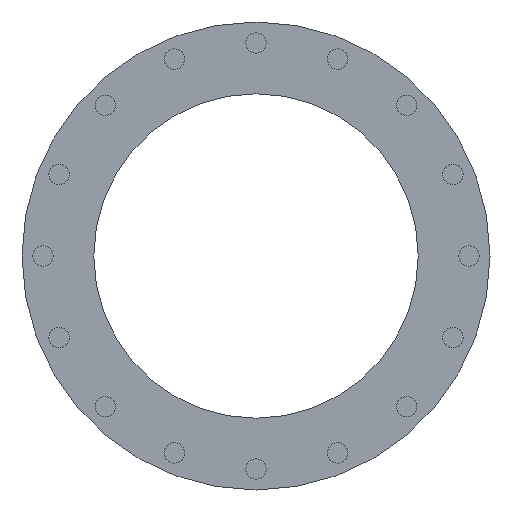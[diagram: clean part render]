
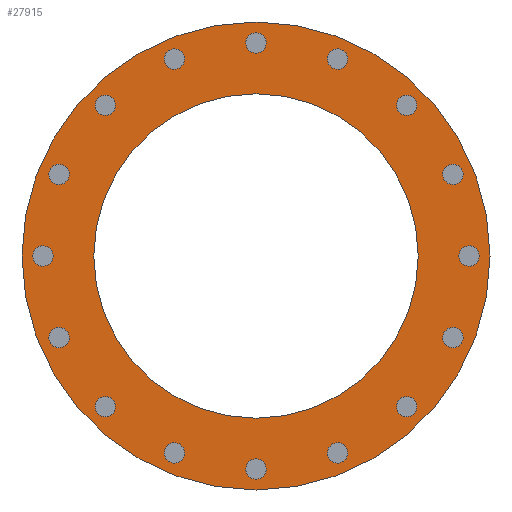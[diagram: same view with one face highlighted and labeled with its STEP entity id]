
A CAD part, left-side view. The second image highlights one B-rep face of the part: STEP entity #27915.
In plain terms, the highlighted planar face has unit normal (-1, 0, 0).
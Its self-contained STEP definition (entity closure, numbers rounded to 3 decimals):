
#366=FACE_BOUND('',#6959,.T.);
#367=FACE_BOUND('',#6960,.T.);
#368=FACE_BOUND('',#6961,.T.);
#369=FACE_BOUND('',#6962,.T.);
#370=FACE_BOUND('',#6963,.T.);
#371=FACE_BOUND('',#6964,.T.);
#372=FACE_BOUND('',#6965,.T.);
#373=FACE_BOUND('',#6966,.T.);
#374=FACE_BOUND('',#6967,.T.);
#375=FACE_BOUND('',#6968,.T.);
#376=FACE_BOUND('',#6969,.T.);
#377=FACE_BOUND('',#6970,.T.);
#378=FACE_BOUND('',#6971,.T.);
#379=FACE_BOUND('',#6972,.T.);
#380=FACE_BOUND('',#6973,.T.);
#381=FACE_BOUND('',#6974,.T.);
#382=FACE_BOUND('',#6975,.T.);
#3791=PLANE('',#30436);
#5187=FACE_OUTER_BOUND('',#6958,.T.);
#6958=EDGE_LOOP('',(#23104,#23105));
#6959=EDGE_LOOP('',(#23106));
#6960=EDGE_LOOP('',(#23107));
#6961=EDGE_LOOP('',(#23108));
#6962=EDGE_LOOP('',(#23109));
#6963=EDGE_LOOP('',(#23110));
#6964=EDGE_LOOP('',(#23111));
#6965=EDGE_LOOP('',(#23112));
#6966=EDGE_LOOP('',(#23113));
#6967=EDGE_LOOP('',(#23114));
#6968=EDGE_LOOP('',(#23115));
#6969=EDGE_LOOP('',(#23116));
#6970=EDGE_LOOP('',(#23117));
#6971=EDGE_LOOP('',(#23118));
#6972=EDGE_LOOP('',(#23119));
#6973=EDGE_LOOP('',(#23120));
#6974=EDGE_LOOP('',(#23121));
#6975=EDGE_LOOP('',(#23122,#23123));
#8480=CIRCLE('',#30373,175.);
#8481=CIRCLE('',#30374,175.);
#8531=CIRCLE('',#30434,252.5);
#8532=CIRCLE('',#30435,252.5);
#8533=CIRCLE('',#30437,11.);
#8534=CIRCLE('',#30438,11.);
#8535=CIRCLE('',#30439,11.);
#8536=CIRCLE('',#30440,11.);
#8537=CIRCLE('',#30441,11.);
#8538=CIRCLE('',#30442,11.);
#8539=CIRCLE('',#30443,11.);
#8540=CIRCLE('',#30444,11.);
#8541=CIRCLE('',#30445,11.);
#8542=CIRCLE('',#30446,11.);
#8543=CIRCLE('',#30447,11.);
#8544=CIRCLE('',#30448,11.);
#8545=CIRCLE('',#30449,11.);
#8546=CIRCLE('',#30450,11.);
#8547=CIRCLE('',#30451,11.);
#8548=CIRCLE('',#30452,11.);
#12707=VERTEX_POINT('',#47648);
#12708=VERTEX_POINT('',#47650);
#12853=VERTEX_POINT('',#47957);
#12854=VERTEX_POINT('',#47959);
#12855=VERTEX_POINT('',#47963);
#12856=VERTEX_POINT('',#47965);
#12857=VERTEX_POINT('',#47967);
#12858=VERTEX_POINT('',#47969);
#12859=VERTEX_POINT('',#47971);
#12860=VERTEX_POINT('',#47973);
#12861=VERTEX_POINT('',#47975);
#12862=VERTEX_POINT('',#47977);
#12863=VERTEX_POINT('',#47979);
#12864=VERTEX_POINT('',#47981);
#12865=VERTEX_POINT('',#47983);
#12866=VERTEX_POINT('',#47985);
#12867=VERTEX_POINT('',#47987);
#12868=VERTEX_POINT('',#47989);
#12869=VERTEX_POINT('',#47991);
#12870=VERTEX_POINT('',#47993);
#16498=EDGE_CURVE('',#12708,#12707,#8480,.T.);
#16499=EDGE_CURVE('',#12707,#12708,#8481,.T.);
#16651=EDGE_CURVE('',#12853,#12854,#8531,.T.);
#16652=EDGE_CURVE('',#12854,#12853,#8532,.T.);
#16653=EDGE_CURVE('',#12855,#12855,#8533,.T.);
#16654=EDGE_CURVE('',#12856,#12856,#8534,.T.);
#16655=EDGE_CURVE('',#12857,#12857,#8535,.T.);
#16656=EDGE_CURVE('',#12858,#12858,#8536,.T.);
#16657=EDGE_CURVE('',#12859,#12859,#8537,.T.);
#16658=EDGE_CURVE('',#12860,#12860,#8538,.T.);
#16659=EDGE_CURVE('',#12861,#12861,#8539,.T.);
#16660=EDGE_CURVE('',#12862,#12862,#8540,.T.);
#16661=EDGE_CURVE('',#12863,#12863,#8541,.T.);
#16662=EDGE_CURVE('',#12864,#12864,#8542,.T.);
#16663=EDGE_CURVE('',#12865,#12865,#8543,.T.);
#16664=EDGE_CURVE('',#12866,#12866,#8544,.T.);
#16665=EDGE_CURVE('',#12867,#12867,#8545,.T.);
#16666=EDGE_CURVE('',#12868,#12868,#8546,.T.);
#16667=EDGE_CURVE('',#12869,#12869,#8547,.T.);
#16668=EDGE_CURVE('',#12870,#12870,#8548,.T.);
#23104=ORIENTED_EDGE('',*,*,#16652,.F.);
#23105=ORIENTED_EDGE('',*,*,#16651,.F.);
#23106=ORIENTED_EDGE('',*,*,#16653,.T.);
#23107=ORIENTED_EDGE('',*,*,#16654,.T.);
#23108=ORIENTED_EDGE('',*,*,#16655,.T.);
#23109=ORIENTED_EDGE('',*,*,#16656,.T.);
#23110=ORIENTED_EDGE('',*,*,#16657,.T.);
#23111=ORIENTED_EDGE('',*,*,#16658,.T.);
#23112=ORIENTED_EDGE('',*,*,#16659,.T.);
#23113=ORIENTED_EDGE('',*,*,#16660,.T.);
#23114=ORIENTED_EDGE('',*,*,#16661,.T.);
#23115=ORIENTED_EDGE('',*,*,#16662,.T.);
#23116=ORIENTED_EDGE('',*,*,#16663,.T.);
#23117=ORIENTED_EDGE('',*,*,#16664,.T.);
#23118=ORIENTED_EDGE('',*,*,#16665,.T.);
#23119=ORIENTED_EDGE('',*,*,#16666,.T.);
#23120=ORIENTED_EDGE('',*,*,#16667,.T.);
#23121=ORIENTED_EDGE('',*,*,#16668,.T.);
#23122=ORIENTED_EDGE('',*,*,#16498,.T.);
#23123=ORIENTED_EDGE('',*,*,#16499,.T.);
#27915=ADVANCED_FACE('',(#5187,#366,#367,#368,#369,#370,#371,#372,#373,
#374,#375,#376,#377,#378,#379,#380,#381,#382),#3791,.T.);
#30373=AXIS2_PLACEMENT_3D('',#47651,#35877,#35878);
#30374=AXIS2_PLACEMENT_3D('',#47652,#35879,#35880);
#30434=AXIS2_PLACEMENT_3D('',#47960,#36101,#36102);
#30435=AXIS2_PLACEMENT_3D('',#47961,#36103,#36104);
#30436=AXIS2_PLACEMENT_3D('',#47962,#36105,#36106);
#30437=AXIS2_PLACEMENT_3D('',#47964,#36107,#36108);
#30438=AXIS2_PLACEMENT_3D('',#47966,#36109,#36110);
#30439=AXIS2_PLACEMENT_3D('',#47968,#36111,#36112);
#30440=AXIS2_PLACEMENT_3D('',#47970,#36113,#36114);
#30441=AXIS2_PLACEMENT_3D('',#47972,#36115,#36116);
#30442=AXIS2_PLACEMENT_3D('',#47974,#36117,#36118);
#30443=AXIS2_PLACEMENT_3D('',#47976,#36119,#36120);
#30444=AXIS2_PLACEMENT_3D('',#47978,#36121,#36122);
#30445=AXIS2_PLACEMENT_3D('',#47980,#36123,#36124);
#30446=AXIS2_PLACEMENT_3D('',#47982,#36125,#36126);
#30447=AXIS2_PLACEMENT_3D('',#47984,#36127,#36128);
#30448=AXIS2_PLACEMENT_3D('',#47986,#36129,#36130);
#30449=AXIS2_PLACEMENT_3D('',#47988,#36131,#36132);
#30450=AXIS2_PLACEMENT_3D('',#47990,#36133,#36134);
#30451=AXIS2_PLACEMENT_3D('',#47992,#36135,#36136);
#30452=AXIS2_PLACEMENT_3D('',#47994,#36137,#36138);
#35877=DIRECTION('center_axis',(1.,0.,0.));
#35878=DIRECTION('ref_axis',(0.,0.,-1.));
#35879=DIRECTION('center_axis',(1.,0.,0.));
#35880=DIRECTION('ref_axis',(0.,0.,-1.));
#36101=DIRECTION('center_axis',(1.,0.,0.));
#36102=DIRECTION('ref_axis',(0.,0.,-1.));
#36103=DIRECTION('center_axis',(1.,0.,0.));
#36104=DIRECTION('ref_axis',(0.,0.,-1.));
#36105=DIRECTION('center_axis',(-1.,0.,0.));
#36106=DIRECTION('ref_axis',(0.,0.,1.));
#36107=DIRECTION('center_axis',(1.,0.,0.));
#36108=DIRECTION('ref_axis',(0.,-0.383,-0.924));
#36109=DIRECTION('center_axis',(1.,0.,0.));
#36110=DIRECTION('ref_axis',(0.,-0.707,-0.707));
#36111=DIRECTION('center_axis',(1.,0.,0.));
#36112=DIRECTION('ref_axis',(0.,-0.924,-0.383));
#36113=DIRECTION('center_axis',(1.,0.,0.));
#36114=DIRECTION('ref_axis',(0.,-1.,0.));
#36115=DIRECTION('center_axis',(1.,0.,0.));
#36116=DIRECTION('ref_axis',(0.,-0.924,0.383));
#36117=DIRECTION('center_axis',(1.,0.,0.));
#36118=DIRECTION('ref_axis',(0.,-0.707,0.707));
#36119=DIRECTION('center_axis',(1.,0.,0.));
#36120=DIRECTION('ref_axis',(0.,-0.383,0.924));
#36121=DIRECTION('center_axis',(1.,0.,0.));
#36122=DIRECTION('ref_axis',(0.,0.,1.));
#36123=DIRECTION('center_axis',(1.,0.,0.));
#36124=DIRECTION('ref_axis',(0.,0.383,0.924));
#36125=DIRECTION('center_axis',(1.,0.,0.));
#36126=DIRECTION('ref_axis',(0.,0.707,0.707));
#36127=DIRECTION('center_axis',(1.,0.,0.));
#36128=DIRECTION('ref_axis',(0.,0.924,0.383));
#36129=DIRECTION('center_axis',(1.,0.,0.));
#36130=DIRECTION('ref_axis',(0.,1.,0.));
#36131=DIRECTION('center_axis',(1.,0.,0.));
#36132=DIRECTION('ref_axis',(0.,0.924,-0.383));
#36133=DIRECTION('center_axis',(1.,0.,0.));
#36134=DIRECTION('ref_axis',(0.,0.707,-0.707));
#36135=DIRECTION('center_axis',(1.,0.,0.));
#36136=DIRECTION('ref_axis',(0.,0.383,-0.924));
#36137=DIRECTION('center_axis',(1.,0.,0.));
#36138=DIRECTION('ref_axis',(0.,0.,-1.));
#47648=CARTESIAN_POINT('',(0.,-175.,0.));
#47650=CARTESIAN_POINT('',(0.,175.,0.));
#47651=CARTESIAN_POINT('Origin',(0.,0.,0.));
#47652=CARTESIAN_POINT('Origin',(0.,0.,0.));
#47957=CARTESIAN_POINT('',(0.,-252.5,0.));
#47959=CARTESIAN_POINT('',(0.,252.5,0.));
#47960=CARTESIAN_POINT('Origin',(0.,0.,0.));
#47961=CARTESIAN_POINT('Origin',(0.,0.,0.));
#47962=CARTESIAN_POINT('Origin',(0.,252.5,0.));
#47963=CARTESIAN_POINT('',(0.,216.702,98.18));
#47964=CARTESIAN_POINT('Origin',(0.,212.492,88.017));
#47965=CARTESIAN_POINT('',(0.,237.778,7.778));
#47966=CARTESIAN_POINT('Origin',(0.,230.,0.));
#47967=CARTESIAN_POINT('',(0.,222.655,-83.808));
#47968=CARTESIAN_POINT('Origin',(0.,212.492,-88.017));
#47969=CARTESIAN_POINT('',(0.,173.635,-162.635));
#47970=CARTESIAN_POINT('Origin',(0.,162.635,-162.635));
#47971=CARTESIAN_POINT('',(0.,98.18,-216.702));
#47972=CARTESIAN_POINT('Origin',(0.,88.017,-212.492));
#47973=CARTESIAN_POINT('',(0.,7.778,-237.778));
#47974=CARTESIAN_POINT('Origin',(0.,0.,-230.));
#47975=CARTESIAN_POINT('',(0.,-83.808,-222.655));
#47976=CARTESIAN_POINT('Origin',(0.,-88.017,-212.492));
#47977=CARTESIAN_POINT('',(0.,-162.635,-173.635));
#47978=CARTESIAN_POINT('Origin',(0.,-162.635,-162.635));
#47979=CARTESIAN_POINT('',(0.,-216.702,-98.18));
#47980=CARTESIAN_POINT('Origin',(0.,-212.492,-88.017));
#47981=CARTESIAN_POINT('',(0.,-237.778,-7.778));
#47982=CARTESIAN_POINT('Origin',(0.,-230.,0.));
#47983=CARTESIAN_POINT('',(0.,-222.655,83.808));
#47984=CARTESIAN_POINT('Origin',(0.,-212.492,88.017));
#47985=CARTESIAN_POINT('',(0.,-173.635,162.635));
#47986=CARTESIAN_POINT('Origin',(0.,-162.635,162.635));
#47987=CARTESIAN_POINT('',(0.,-98.18,216.702));
#47988=CARTESIAN_POINT('Origin',(0.,-88.017,212.492));
#47989=CARTESIAN_POINT('',(0.,-7.778,237.778));
#47990=CARTESIAN_POINT('Origin',(0.,0.,230.));
#47991=CARTESIAN_POINT('',(0.,83.808,222.655));
#47992=CARTESIAN_POINT('Origin',(0.,88.017,212.492));
#47993=CARTESIAN_POINT('',(0.,162.635,173.635));
#47994=CARTESIAN_POINT('Origin',(0.,162.635,162.635));
